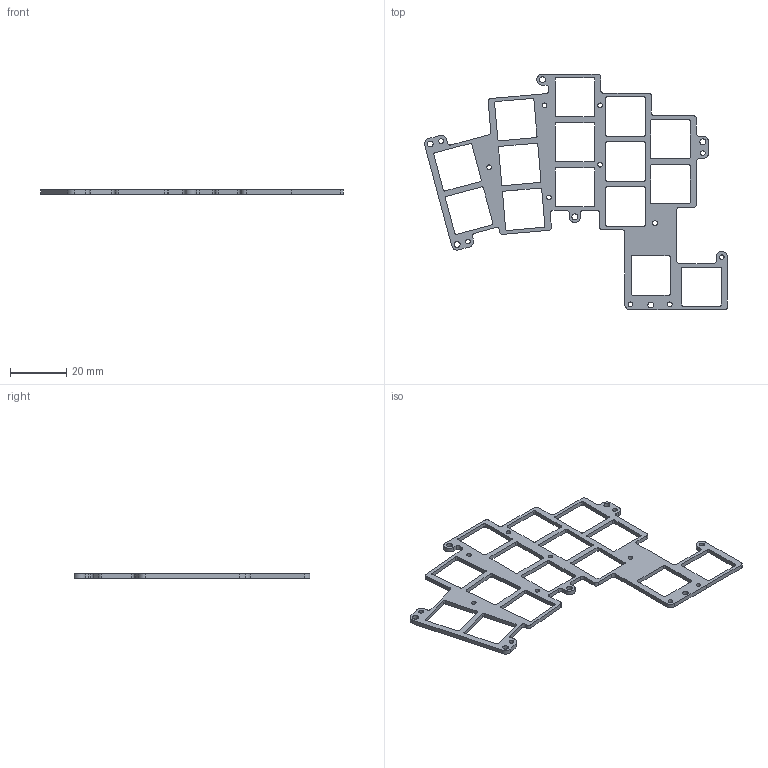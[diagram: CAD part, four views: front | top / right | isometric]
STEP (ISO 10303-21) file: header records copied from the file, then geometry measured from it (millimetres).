
FILE_DESCRIPTION(('KiCad electronic assembly'),'2;1');
FILE_NAME('plate.step','2025-03-12T03:31:08',('Pcbnew'),('Kicad'), 'Open CASCADE STEP processor 7.8','KiCad to STEP converter','Unknown' );
FILE_SCHEMA(('AUTOMOTIVE_DESIGN { 1 0 10303 214 1 1 1 1 }'));
Length unit declared in the file: millimetre
Products named in the file (2): plate 1; pipra_PCB
Assembly tree (1 placements, depth 2):
  plate 1
    pipra_PCB
Bounding box: 107.69 x 83.87 x 1.51 mm (x, y, z)
Volume: 3000.9 mm3; surface area: 6030.3 mm2
Topology: 1 solids, 1 shells, 234 faces, 696 edges, 464 vertices
Faces by surface type: cylinder 133, plane 101
Entity records: 8115 total; most frequent: DIRECTION 1434, CARTESIAN_POINT 1396, ORIENTED_EDGE 1392, EDGE_CURVE 696, AXIS2_PLACEMENT_3D 502, VERTEX_POINT 464, LINE 430, VECTOR 430
